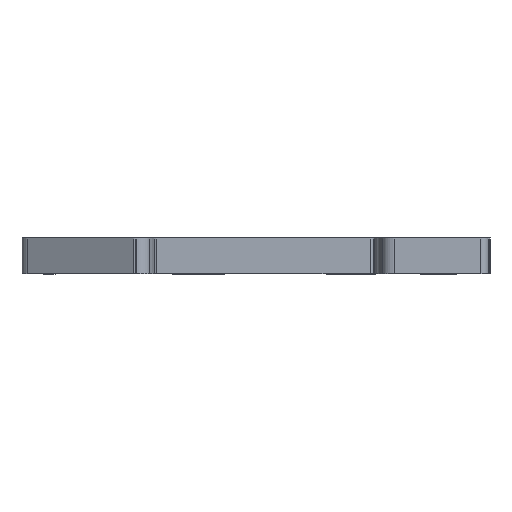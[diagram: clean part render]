
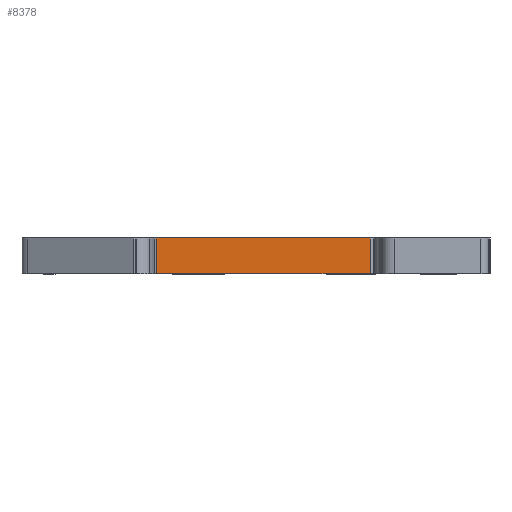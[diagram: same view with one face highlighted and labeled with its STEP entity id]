
A CAD part, front view. The second image highlights one B-rep face of the part: STEP entity #8378.
In plain terms, the highlighted planar face has unit normal (0, -1, 0).
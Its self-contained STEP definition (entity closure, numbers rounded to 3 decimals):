
#1692=DIRECTION('',(-1.,0.,0.));
#1693=VECTOR('',#1692,30.895);
#1694=CARTESIAN_POINT('',(451.265,4.333,5.2));
#1695=LINE('',#1694,#1693);
#3132=DIRECTION('',(0.,0.,-1.));
#3133=VECTOR('',#3132,5.2);
#3134=CARTESIAN_POINT('',(420.37,4.333,5.2));
#3135=LINE('',#3134,#3133);
#3136=DIRECTION('',(-1.,0.,0.));
#3137=VECTOR('',#3136,30.895);
#3138=CARTESIAN_POINT('',(451.265,4.333,0.));
#3139=LINE('',#3138,#3137);
#3140=DIRECTION('',(0.,0.,1.));
#3141=VECTOR('',#3140,5.2);
#3142=CARTESIAN_POINT('',(451.265,4.333,0.));
#3143=LINE('',#3142,#3141);
#3726=CARTESIAN_POINT('',(420.37,4.333,0.));
#3727=VERTEX_POINT('',#3726);
#3728=CARTESIAN_POINT('',(451.265,4.333,0.));
#3729=VERTEX_POINT('',#3728);
#4206=CARTESIAN_POINT('',(451.265,4.333,5.2));
#4207=CARTESIAN_POINT('',(420.37,4.333,5.2));
#4208=VERTEX_POINT('',#4206);
#4209=VERTEX_POINT('',#4207);
#8366=CARTESIAN_POINT('',(420.37,4.333,0.));
#8367=DIRECTION('',(0.,-1.,0.));
#8368=DIRECTION('',(1.,0.,0.));
#8369=AXIS2_PLACEMENT_3D('',#8366,#8367,#8368);
#8370=PLANE('',#8369);
#8371=ORIENTED_EDGE('',*,*,#8358,.F.);
#8372=ORIENTED_EDGE('',*,*,#5989,.F.);
#8374=ORIENTED_EDGE('',*,*,#8373,.F.);
#8375=ORIENTED_EDGE('',*,*,#4800,.T.);
#8376=EDGE_LOOP('',(#8371,#8372,#8374,#8375));
#8377=FACE_OUTER_BOUND('',#8376,.F.);
#4800=EDGE_CURVE('',#3729,#3727,#3139,.T.);
#5989=EDGE_CURVE('',#4208,#4209,#1695,.T.);
#8358=EDGE_CURVE('',#4209,#3727,#3135,.T.);
#8373=EDGE_CURVE('',#3729,#4208,#3143,.T.);
#8378=ADVANCED_FACE('',(#8377),#8370,.T.);
